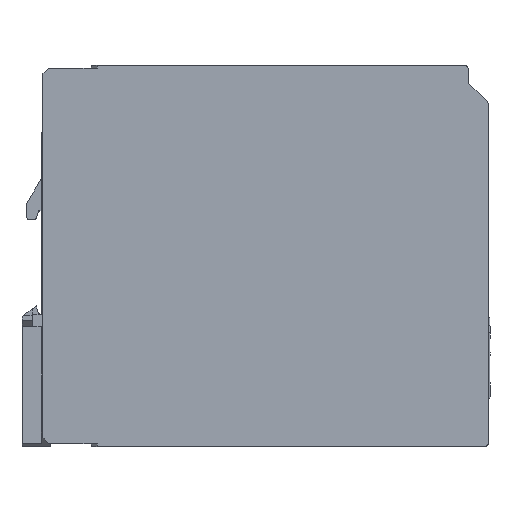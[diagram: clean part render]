
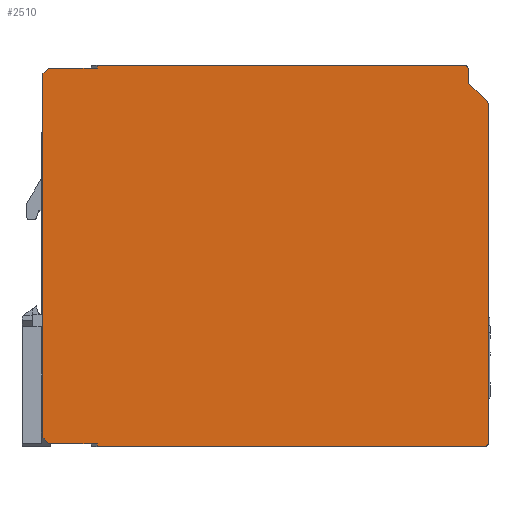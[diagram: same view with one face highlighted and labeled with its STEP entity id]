
A CAD part, top view. The second image highlights one B-rep face of the part: STEP entity #2510.
In plain terms, the highlighted face is planar.
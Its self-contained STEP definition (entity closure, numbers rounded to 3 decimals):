
#610=CARTESIAN_POINT('',(-30.,3.,-128.));
#620=VERTEX_POINT('',#610);
#1010=CARTESIAN_POINT('',(-30.,19.5,-128.));
#1020=VERTEX_POINT('',#1010);
#1050=CARTESIAN_POINT('',(-30.,19.5,-128.));
#1060=DIRECTION('',(0.,-1.,0.));
#1070=VECTOR('',#1060,1.);
#1080=LINE('',#1050,#1070);
#1090=EDGE_CURVE('',#1020,#620,#1080,.T.);
#1210=CARTESIAN_POINT('',(-30.,-54.192,-96.944));
#1220=DIRECTION('',(1.,0.,-0.));
#1230=DIRECTION('',(0.,0.,1.));
#1240=AXIS2_PLACEMENT_3D('',#1210,#1220,#1230);
#1250=PLANE('',#1240);
#1260=ORIENTED_EDGE('',*,*,#1090,.T.);
#1270=CARTESIAN_POINT('',(-30.,21.5,-126.));
#1280=DIRECTION('',(0.,-0.707,-0.707));
#1290=VECTOR('',#1280,1.);
#1300=LINE('',#1270,#1290);
#1310=CARTESIAN_POINT('',(-30.,21.5,-126.));
#1320=VERTEX_POINT('',#1310);
#1330=EDGE_CURVE('',#1320,#1020,#1300,.T.);
#1340=ORIENTED_EDGE('',*,*,#1330,.T.);
#1350=CARTESIAN_POINT('',(-30.,21.5,-2.));
#1360=DIRECTION('',(0.,0.,-1.));
#1370=VECTOR('',#1360,1.);
#1380=LINE('',#1350,#1370);
#1390=CARTESIAN_POINT('',(-30.,21.5,-2.));
#1400=VERTEX_POINT('',#1390);
#1410=EDGE_CURVE('',#1400,#1320,#1380,.T.);
#1420=ORIENTED_EDGE('',*,*,#1410,.T.);
#1430=CARTESIAN_POINT('',(-30.,19.5,0.));
#1440=DIRECTION('',(0.,0.707,-0.707));
#1450=VECTOR('',#1440,1.);
#1460=LINE('',#1430,#1450);
#1470=CARTESIAN_POINT('',(-30.,19.5,0.));
#1480=VERTEX_POINT('',#1470);
#1490=EDGE_CURVE('',#1480,#1400,#1460,.T.);
#1500=ORIENTED_EDGE('',*,*,#1490,.T.);
#1510=CARTESIAN_POINT('',(-30.,3.,0.));
#1520=DIRECTION('',(0.,1.,0.));
#1530=VECTOR('',#1520,1.);
#1540=LINE('',#1510,#1530);
#1550=CARTESIAN_POINT('',(-30.,3.,0.));
#1560=VERTEX_POINT('',#1550);
#1570=EDGE_CURVE('',#1560,#1480,#1540,.T.);
#1580=ORIENTED_EDGE('',*,*,#1570,.T.);
#1590=CARTESIAN_POINT('',(-30.,3.,1.));
#1600=DIRECTION('',(0.,0.,-1.));
#1610=VECTOR('',#1600,1.);
#1620=LINE('',#1590,#1610);
#1630=CARTESIAN_POINT('',(-30.,3.,1.));
#1640=VERTEX_POINT('',#1630);
#1650=EDGE_CURVE('',#1640,#1560,#1620,.T.);
#1660=ORIENTED_EDGE('',*,*,#1650,.T.);
#1670=CARTESIAN_POINT('',(-30.,-122.,1.));
#1680=DIRECTION('',(0.,1.,0.));
#1690=VECTOR('',#1680,1.);
#1700=LINE('',#1670,#1690);
#1710=CARTESIAN_POINT('',(-30.,-122.,1.));
#1720=VERTEX_POINT('',#1710);
#1730=EDGE_CURVE('',#1720,#1640,#1700,.T.);
#1740=ORIENTED_EDGE('',*,*,#1730,.T.);
#1750=CARTESIAN_POINT('',(-30.,-122.,-0.5));
#1760=DIRECTION('',(-1.,0.,0.));
#1770=DIRECTION('',(0.,-1.,0.));
#1780=AXIS2_PLACEMENT_3D('',#1750,#1760,#1770);
#1790=CIRCLE('',#1780,1.5);
#1800=CARTESIAN_POINT('',(-30.,-123.5,-0.5));
#1810=VERTEX_POINT('',#1800);
#1820=EDGE_CURVE('',#1810,#1720,#1790,.T.);
#1830=ORIENTED_EDGE('',*,*,#1820,.T.);
#1840=CARTESIAN_POINT('',(-30.,-123.5,-0.5));
#1850=DIRECTION('',(0.,0.,-1.));
#1860=VECTOR('',#1850,1.);
#1870=LINE('',#1840,#1860);
#1880=CARTESIAN_POINT('',(-30.,-123.5,-4.793));
#1890=VERTEX_POINT('',#1880);
#1900=EDGE_CURVE('',#1810,#1890,#1870,.T.);
#1910=ORIENTED_EDGE('',*,*,#1900,.F.);
#1920=CARTESIAN_POINT('',(-30.,-124.,-4.793));
#1930=DIRECTION('',(1.,0.,0.));
#1940=DIRECTION('',(0.,0.707,-0.707));
#1950=AXIS2_PLACEMENT_3D('',#1920,#1930,#1940);
#1960=CIRCLE('',#1950,0.5);
#1970=CARTESIAN_POINT('',(-30.,-123.646,-5.146));
#1980=VERTEX_POINT('',#1970);
#1990=EDGE_CURVE('',#1980,#1890,#1960,.T.);
#2000=ORIENTED_EDGE('',*,*,#1990,.T.);
#2010=CARTESIAN_POINT('',(-30.,-130.061,-11.561));
#2020=DIRECTION('',(0.,0.707,0.707));
#2030=VECTOR('',#2020,1.);
#2040=LINE('',#2010,#2030);
#2050=CARTESIAN_POINT('',(-30.,-130.061,-11.561));
#2060=VERTEX_POINT('',#2050);
#2070=EDGE_CURVE('',#2060,#1980,#2040,.T.);
#2080=ORIENTED_EDGE('',*,*,#2070,.T.);
#2090=CARTESIAN_POINT('',(-30.,-129.,-12.621));
#2100=DIRECTION('',(-1.,0.,0.));
#2110=DIRECTION('',(0.,-1.,0.));
#2120=AXIS2_PLACEMENT_3D('',#2090,#2100,#2110);
#2130=CIRCLE('',#2120,1.5);
#2140=CARTESIAN_POINT('',(-30.,-130.5,-12.621));
#2150=VERTEX_POINT('',#2140);
#2160=EDGE_CURVE('',#2150,#2060,#2130,.T.);
#2170=ORIENTED_EDGE('',*,*,#2160,.T.);
#2180=CARTESIAN_POINT('',(-30.,-130.5,-12.621));
#2190=DIRECTION('',(0.,0.,-1.));
#2200=VECTOR('',#2190,1.);
#2210=LINE('',#2180,#2200);
#2220=CARTESIAN_POINT('',(-30.,-130.5,-127.5));
#2230=VERTEX_POINT('',#2220);
#2240=EDGE_CURVE('',#2150,#2230,#2210,.T.);
#2250=ORIENTED_EDGE('',*,*,#2240,.F.);
#2260=CARTESIAN_POINT('',(-30.,-129.,-127.5));
#2270=DIRECTION('',(-1.,0.,0.));
#2280=DIRECTION('',(0.,0.,-1.));
#2290=AXIS2_PLACEMENT_3D('',#2260,#2270,#2280);
#2300=CIRCLE('',#2290,1.5);
#2310=CARTESIAN_POINT('',(-30.,-129.,-129.));
#2320=VERTEX_POINT('',#2310);
#2330=EDGE_CURVE('',#2320,#2230,#2300,.T.);
#2340=ORIENTED_EDGE('',*,*,#2330,.T.);
#2350=CARTESIAN_POINT('',(-30.,-129.,-129.));
#2360=DIRECTION('',(0.,1.,0.));
#2370=VECTOR('',#2360,1.);
#2380=LINE('',#2350,#2370);
#2390=CARTESIAN_POINT('',(-30.,3.,-129.));
#2400=VERTEX_POINT('',#2390);
#2410=EDGE_CURVE('',#2320,#2400,#2380,.T.);
#2420=ORIENTED_EDGE('',*,*,#2410,.F.);
#2430=CARTESIAN_POINT('',(-30.,3.,-129.));
#2440=DIRECTION('',(0.,0.,1.));
#2450=VECTOR('',#2440,1.);
#2460=LINE('',#2430,#2450);
#2470=EDGE_CURVE('',#2400,#620,#2460,.T.);
#2480=ORIENTED_EDGE('',*,*,#2470,.F.);
#2490=EDGE_LOOP('',(#2480,#2420,#2340,#2250,#2170,#2080,#2000,#1910,
#1830,#1740,#1660,#1580,#1500,#1420,#1340,#1260));
#2500=FACE_OUTER_BOUND('',#2490,.T.);
#2510=ADVANCED_FACE('',(#2500),#1250,.F.);
